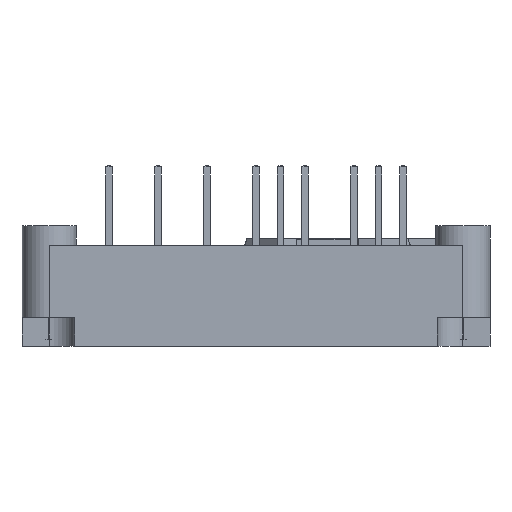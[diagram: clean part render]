
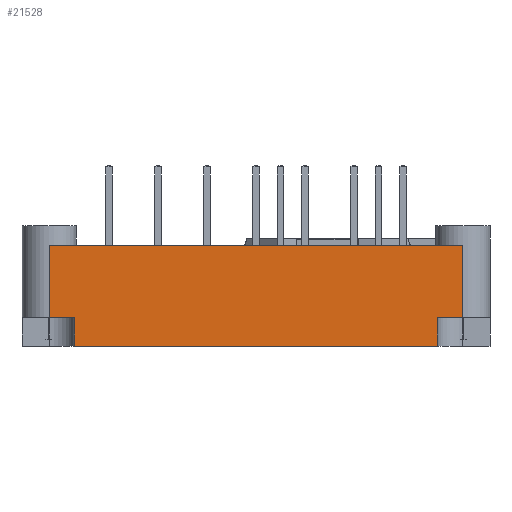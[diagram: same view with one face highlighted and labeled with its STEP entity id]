
A CAD part, left-side view. The second image highlights one B-rep face of the part: STEP entity #21528.
In plain terms, the highlighted face is planar.
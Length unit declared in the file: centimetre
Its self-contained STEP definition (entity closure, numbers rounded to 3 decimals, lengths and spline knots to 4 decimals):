
#484=VECTOR('',#23762,1.);
#736=VECTOR('',#24106,1.);
#876=VECTOR('',#24525,1.);
#877=VECTOR('',#24526,1.);
#878=VECTOR('',#24527,1.);
#879=VECTOR('',#24528,1.);
#880=VECTOR('',#24529,1.);
#881=VECTOR('',#24530,1.);
#3297=LINE('',#28403,#484);
#3549=LINE('',#29136,#736);
#3689=LINE('',#29671,#876);
#3690=LINE('',#29673,#877);
#3691=LINE('',#29675,#878);
#3692=LINE('',#29677,#879);
#3693=LINE('',#29678,#880);
#3694=LINE('',#29680,#881);
#6149=VERTEX_POINT('',#28402);
#6150=VERTEX_POINT('',#28404);
#6451=VERTEX_POINT('',#29135);
#6452=VERTEX_POINT('',#29137);
#6556=VERTEX_POINT('',#29672);
#6557=VERTEX_POINT('',#29674);
#6558=VERTEX_POINT('',#29676);
#6559=VERTEX_POINT('',#29679);
#8580=EDGE_CURVE('',#6150,#6149,#3297,.T.);
#8903=EDGE_CURVE('',#6452,#6451,#3549,.T.);
#9115=EDGE_CURVE('',#6556,#6150,#3689,.T.);
#9116=EDGE_CURVE('',#6149,#6557,#3690,.T.);
#9117=EDGE_CURVE('',#6557,#6558,#3691,.T.);
#9118=EDGE_CURVE('',#6558,#6452,#3692,.T.);
#9119=EDGE_CURVE('',#6559,#6451,#3693,.T.);
#9120=EDGE_CURVE('',#6559,#6556,#3694,.T.);
#12831=ORIENTED_EDGE('',*,*,#9115,.T.);
#12832=ORIENTED_EDGE('',*,*,#8580,.T.);
#12833=ORIENTED_EDGE('',*,*,#9116,.T.);
#12834=ORIENTED_EDGE('',*,*,#9117,.T.);
#12835=ORIENTED_EDGE('',*,*,#9118,.T.);
#12836=ORIENTED_EDGE('',*,*,#8903,.T.);
#12837=ORIENTED_EDGE('',*,*,#9119,.F.);
#12838=ORIENTED_EDGE('',*,*,#9120,.T.);
#18722=EDGE_LOOP('',(#12831,#12832,#12833,#12834,#12835,#12836,#12837,#12838));
#20147=FACE_BOUND('',#18722,.T.);
#21528=ADVANCED_FACE('',(#20147),#22731,.T.);
#22731=PLANE('',#35322);
#23762=DIRECTION('',(0.,0.,-1.));
#24106=DIRECTION('',(0.,0.,1.));
#24524=DIRECTION('',(1.,0.,0.));
#24525=DIRECTION('',(0.,-1.,0.));
#24526=DIRECTION('',(0.,1.,0.));
#24527=DIRECTION('',(0.,0.,-1.));
#24528=DIRECTION('',(0.,1.,0.));
#24529=DIRECTION('',(0.,1.,0.));
#24530=DIRECTION('',(0.,0.,-1.));
#28402=CARTESIAN_POINT('',(4.125,-0.5588,-4.305));
#28403=CARTESIAN_POINT('',(4.125,-0.5588,-0.28));
#28404=CARTESIAN_POINT('',(4.125,-0.5588,-0.545));
#29135=CARTESIAN_POINT('',(4.125,0.4912,-0.28));
#29136=CARTESIAN_POINT('',(4.125,0.4912,-0.28));
#29137=CARTESIAN_POINT('',(4.125,0.4912,-4.57));
#29670=CARTESIAN_POINT('',(4.125,-0.5588,-2.425));
#29671=CARTESIAN_POINT('',(4.125,-0.5588,-0.545));
#29672=CARTESIAN_POINT('',(4.125,-0.2588,-0.545));
#29673=CARTESIAN_POINT('',(4.125,-0.5588,-4.305));
#29674=CARTESIAN_POINT('',(4.125,-0.2588,-4.305));
#29675=CARTESIAN_POINT('',(4.125,-0.2588,-3.5006));
#29676=CARTESIAN_POINT('',(4.125,-0.2588,-4.57));
#29677=CARTESIAN_POINT('',(4.125,-0.5588,-4.57));
#29678=CARTESIAN_POINT('',(4.125,-0.5588,-0.28));
#29679=CARTESIAN_POINT('',(4.125,-0.2588,-0.28));
#29680=CARTESIAN_POINT('',(4.125,-0.2588,-1.3494));
#35322=AXIS2_PLACEMENT_3D('',#29670,#24524,$);
